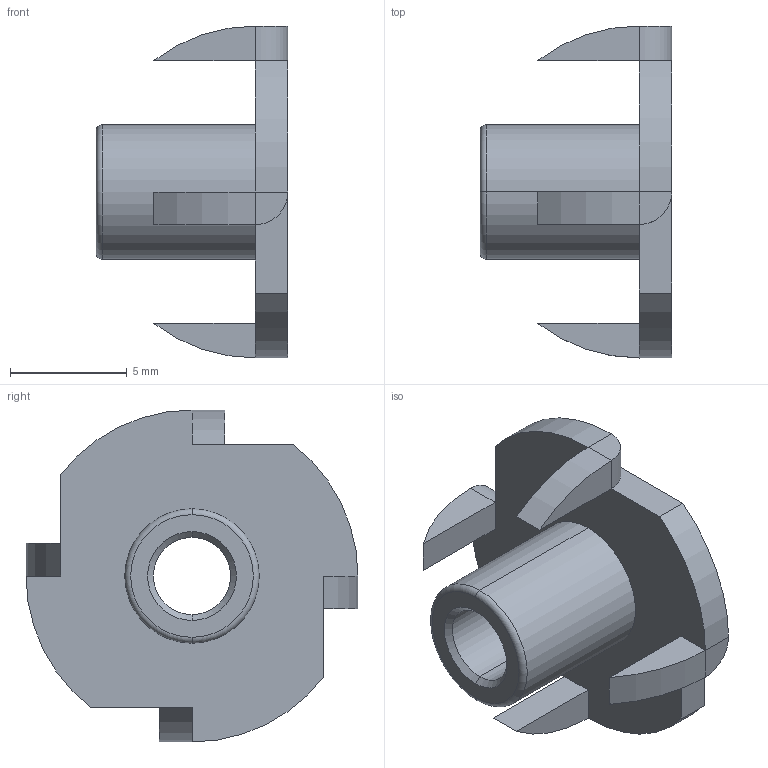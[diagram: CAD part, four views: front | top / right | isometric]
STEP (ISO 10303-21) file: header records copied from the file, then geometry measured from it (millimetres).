
FILE_DESCRIPTION (( 'STEP AP214' ), '1' );
FILE_NAME ('COM-ACA-0003_Insert_Bois_M4.STEP', '2022-12-30T09:15:33', ( '' ), ( '' ), 'SwSTEP 2.0', 'FreeCAD', '' );
FILE_SCHEMA (( 'AUTOMOTIVE_DESIGN' ));
Length unit declared in the file: millimetre
Products named in the file (1): COM-ACA-0003_Insert_Bois_M4
Bounding box: 8.2 x 14.2 x 14.2 mm (x, y, z)
Volume: 336.3 mm3; surface area: 626.6 mm2
Topology: 1 solids, 1 shells, 45 faces, 96 edges, 54 vertices
Faces by surface type: plane 23, cylinder 16, cone 4, torus 2
Entity records: 1228 total; most frequent: DIRECTION 228, CARTESIAN_POINT 196, ORIENTED_EDGE 192, EDGE_CURVE 96, AXIS2_PLACEMENT_3D 86, VECTOR 56, LINE 56, VERTEX_POINT 54
